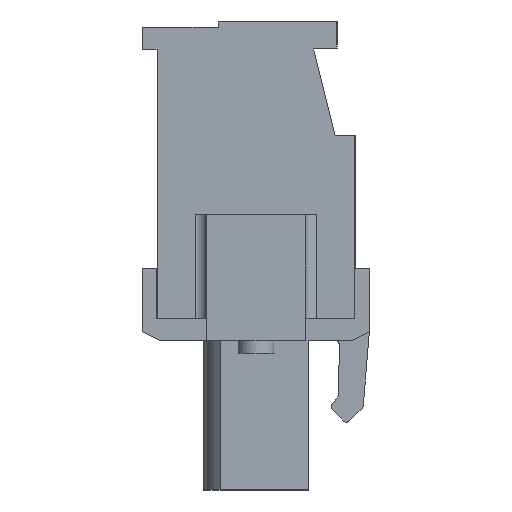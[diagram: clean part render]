
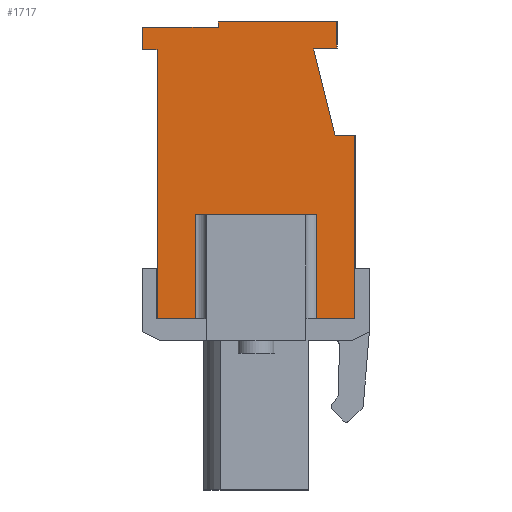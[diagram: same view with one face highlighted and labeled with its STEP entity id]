
A CAD part, left-side view. The second image highlights one B-rep face of the part: STEP entity #1717.
In plain terms, the highlighted planar face has unit normal (-1, 0, 0).
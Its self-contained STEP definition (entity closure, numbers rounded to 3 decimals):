
#1717 = ADVANCED_FACE( '', ( #3900 ), #3901, .T. );
#3900 = FACE_OUTER_BOUND( '', #6708, .T. );
#3901 = PLANE( '', #6709 );
#6708 = EDGE_LOOP( '', ( #11114, #11115, #11116, #11117, #11118, #11119, #11120, #11121, #11122, #11123, #11124, #11125, #11126, #11127, #11128, #11129 ) );
#6709 = AXIS2_PLACEMENT_3D( '', #11130, #11131, #11132 );
#11114 = ORIENTED_EDGE( '', *, *, #18579, .T. );
#11115 = ORIENTED_EDGE( '', *, *, #18580, .T. );
#11116 = ORIENTED_EDGE( '', *, *, #18581, .T. );
#11117 = ORIENTED_EDGE( '', *, *, #18582, .T. );
#11118 = ORIENTED_EDGE( '', *, *, #18583, .T. );
#11119 = ORIENTED_EDGE( '', *, *, #18584, .T. );
#11120 = ORIENTED_EDGE( '', *, *, #18585, .T. );
#11121 = ORIENTED_EDGE( '', *, *, #18586, .T. );
#11122 = ORIENTED_EDGE( '', *, *, #18587, .T. );
#11123 = ORIENTED_EDGE( '', *, *, #18588, .T. );
#11124 = ORIENTED_EDGE( '', *, *, #17226, .T. );
#11125 = ORIENTED_EDGE( '', *, *, #18589, .T. );
#11126 = ORIENTED_EDGE( '', *, *, #18590, .T. );
#11127 = ORIENTED_EDGE( '', *, *, #17978, .T. );
#11128 = ORIENTED_EDGE( '', *, *, #18591, .T. );
#11129 = ORIENTED_EDGE( '', *, *, #17448, .T. );
#11130 = CARTESIAN_POINT( '', ( -17.5, 0., 0. ) );
#11131 = DIRECTION( '', ( -1., 0., 0. ) );
#11132 = DIRECTION( '', ( 0., 0., 1. ) );
#17226 = EDGE_CURVE( '', #20630, #20631, #20632, .T. );
#17448 = EDGE_CURVE( '', #21034, #21032, #21035, .T. );
#17978 = EDGE_CURVE( '', #21955, #21956, #21957, .T. );
#18579 = EDGE_CURVE( '', #21032, #22920, #22921, .T. );
#18580 = EDGE_CURVE( '', #22920, #22922, #22923, .T. );
#18581 = EDGE_CURVE( '', #22922, #22924, #22925, .T. );
#18582 = EDGE_CURVE( '', #22924, #22926, #22927, .T. );
#18583 = EDGE_CURVE( '', #22926, #22928, #22929, .T. );
#18584 = EDGE_CURVE( '', #22928, #22930, #22931, .T. );
#18585 = EDGE_CURVE( '', #22930, #22932, #22933, .T. );
#18586 = EDGE_CURVE( '', #22932, #22934, #22935, .T. );
#18587 = EDGE_CURVE( '', #22934, #22936, #22937, .T. );
#18588 = EDGE_CURVE( '', #22936, #20630, #22938, .T. );
#18589 = EDGE_CURVE( '', #20631, #22939, #22940, .T. );
#18590 = EDGE_CURVE( '', #22939, #21955, #22941, .T. );
#18591 = EDGE_CURVE( '', #21956, #21034, #22942, .T. );
#20630 = VERTEX_POINT( '', #25664 );
#20631 = VERTEX_POINT( '', #25665 );
#20632 = LINE( '', #25666, #25667 );
#21032 = VERTEX_POINT( '', #26224 );
#21034 = VERTEX_POINT( '', #26227 );
#21035 = LINE( '', #26228, #26229 );
#21955 = VERTEX_POINT( '', #27541 );
#21956 = VERTEX_POINT( '', #27542 );
#21957 = LINE( '', #27543, #27544 );
#22920 = VERTEX_POINT( '', #29017 );
#22921 = LINE( '', #29018, #29019 );
#22922 = VERTEX_POINT( '', #29020 );
#22923 = LINE( '', #29021, #29022 );
#22924 = VERTEX_POINT( '', #29023 );
#22925 = LINE( '', #29024, #29025 );
#22926 = VERTEX_POINT( '', #29026 );
#22927 = LINE( '', #29027, #29028 );
#22928 = VERTEX_POINT( '', #29029 );
#22929 = LINE( '', #29030, #29031 );
#22930 = VERTEX_POINT( '', #29032 );
#22931 = LINE( '', #29033, #29034 );
#22932 = VERTEX_POINT( '', #29035 );
#22933 = LINE( '', #29036, #29037 );
#22934 = VERTEX_POINT( '', #29038 );
#22935 = LINE( '', #29039, #29040 );
#22936 = VERTEX_POINT( '', #29041 );
#22937 = LINE( '', #29042, #29043 );
#22938 = LINE( '', #29044, #29045 );
#22939 = VERTEX_POINT( '', #29046 );
#22940 = LINE( '', #29047, #29048 );
#22941 = LINE( '', #29049, #29050 );
#22942 = LINE( '', #29051, #29052 );
#25664 = CARTESIAN_POINT( '', ( -17.5, -4.5, 9.025 ) );
#25665 = CARTESIAN_POINT( '', ( -17.5, 2.1, 9.025 ) );
#25666 = CARTESIAN_POINT( '', ( -17.5, -4.5, 9.025 ) );
#25667 = VECTOR( '', #32810, 1000. );
#26224 = CARTESIAN_POINT( '', ( -17.5, 5.5, -7.475 ) );
#26227 = CARTESIAN_POINT( '', ( -17.5, 5.5, 7.475 ) );
#26228 = CARTESIAN_POINT( '', ( -17.5, 5.5, 7.475 ) );
#26229 = VECTOR( '', #33047, 1000. );
#27541 = CARTESIAN_POINT( '', ( -17.5, 6.3, 8.725 ) );
#27542 = CARTESIAN_POINT( '', ( -17.5, 6.3, 7.475 ) );
#27543 = CARTESIAN_POINT( '', ( -17.5, 6.3, 8.725 ) );
#27544 = VECTOR( '', #33583, 1000. );
#29017 = CARTESIAN_POINT( '', ( -17.5, 3.35, -7.475 ) );
#29018 = CARTESIAN_POINT( '', ( -17.5, 5.5, -7.475 ) );
#29019 = VECTOR( '', #34124, 1000. );
#29020 = CARTESIAN_POINT( '', ( -17.5, 3.35, -1.675 ) );
#29021 = CARTESIAN_POINT( '', ( -17.5, 3.35, -1.675 ) );
#29022 = VECTOR( '', #34125, 1000. );
#29023 = CARTESIAN_POINT( '', ( -17.5, -3.35, -1.675 ) );
#29024 = CARTESIAN_POINT( '', ( -17.5, 2.75, -1.675 ) );
#29025 = VECTOR( '', #34126, 1000. );
#29026 = CARTESIAN_POINT( '', ( -17.5, -3.35, -7.475 ) );
#29027 = CARTESIAN_POINT( '', ( -17.5, -3.35, -7.475 ) );
#29028 = VECTOR( '', #34127, 1000. );
#29029 = CARTESIAN_POINT( '', ( -17.5, -5.5, -7.475 ) );
#29030 = CARTESIAN_POINT( '', ( -17.5, 5.5, -7.475 ) );
#29031 = VECTOR( '', #34128, 1000. );
#29032 = CARTESIAN_POINT( '', ( -17.5, -5.5, 2.725 ) );
#29033 = CARTESIAN_POINT( '', ( -17.5, -5.5, -7.475 ) );
#29034 = VECTOR( '', #34129, 1000. );
#29035 = CARTESIAN_POINT( '', ( -17.5, -4.4, 2.725 ) );
#29036 = CARTESIAN_POINT( '', ( -17.5, -5.5, 2.725 ) );
#29037 = VECTOR( '', #34130, 1000. );
#29038 = CARTESIAN_POINT( '', ( -17.5, -3.2, 7.525 ) );
#29039 = CARTESIAN_POINT( '', ( -17.5, -4.4, 2.725 ) );
#29040 = VECTOR( '', #34131, 1000. );
#29041 = CARTESIAN_POINT( '', ( -17.5, -4.5, 7.525 ) );
#29042 = CARTESIAN_POINT( '', ( -17.5, -3.2, 7.525 ) );
#29043 = VECTOR( '', #34132, 1000. );
#29044 = CARTESIAN_POINT( '', ( -17.5, -4.5, 7.525 ) );
#29045 = VECTOR( '', #34133, 1000. );
#29046 = CARTESIAN_POINT( '', ( -17.5, 2.1, 8.725 ) );
#29047 = CARTESIAN_POINT( '', ( -17.5, 2.1, 9.025 ) );
#29048 = VECTOR( '', #34134, 1000. );
#29049 = CARTESIAN_POINT( '', ( -17.5, 2.1, 8.725 ) );
#29050 = VECTOR( '', #34135, 1000. );
#29051 = CARTESIAN_POINT( '', ( -17.5, 6.3, 7.475 ) );
#29052 = VECTOR( '', #34136, 1000. );
#32810 = DIRECTION( '', ( 0., 1., 0. ) );
#33047 = DIRECTION( '', ( 0., 0., -1. ) );
#33583 = DIRECTION( '', ( 0., 0., -1. ) );
#34124 = DIRECTION( '', ( 0., -1., 0. ) );
#34125 = DIRECTION( '', ( 0., 0., 1. ) );
#34126 = DIRECTION( '', ( 0., -1., 0. ) );
#34127 = DIRECTION( '', ( 0., 0., -1. ) );
#34128 = DIRECTION( '', ( 0., -1., 0. ) );
#34129 = DIRECTION( '', ( 0., 0., 1. ) );
#34130 = DIRECTION( '', ( 0., 1., 0. ) );
#34131 = DIRECTION( '', ( 0., 0.243, 0.97 ) );
#34132 = DIRECTION( '', ( 0., -1., 0. ) );
#34133 = DIRECTION( '', ( 0., 0., 1. ) );
#34134 = DIRECTION( '', ( 0., 0., -1. ) );
#34135 = DIRECTION( '', ( 0., 1., 0. ) );
#34136 = DIRECTION( '', ( 0., -1., 0. ) );
